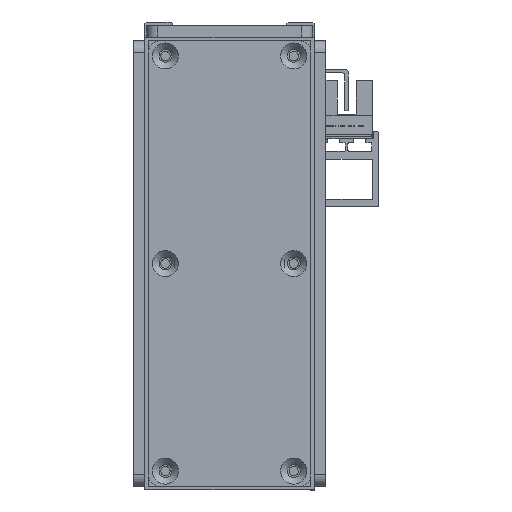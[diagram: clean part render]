
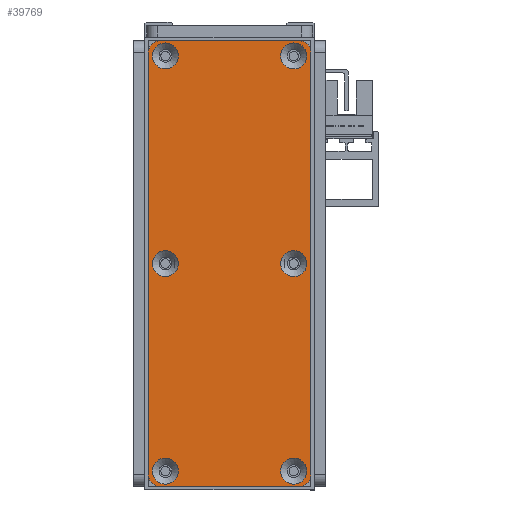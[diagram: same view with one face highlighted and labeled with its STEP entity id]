
A CAD part, front view. The second image highlights one B-rep face of the part: STEP entity #39769.
In plain terms, the highlighted face is planar.
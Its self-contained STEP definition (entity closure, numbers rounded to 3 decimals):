
#667=FACE_BOUND('',#5800,.T.);
#668=FACE_BOUND('',#5801,.T.);
#669=FACE_BOUND('',#5802,.T.);
#670=FACE_BOUND('',#5803,.T.);
#671=FACE_BOUND('',#5804,.T.);
#672=FACE_BOUND('',#5805,.T.);
#1277=PLANE('',#42962);
#3437=FACE_OUTER_BOUND('',#5799,.T.);
#5799=EDGE_LOOP('',(#31615,#31616,#31617,#31618,#31619,#31620,#31621,#31622));
#5800=EDGE_LOOP('',(#31623));
#5801=EDGE_LOOP('',(#31624));
#5802=EDGE_LOOP('',(#31625));
#5803=EDGE_LOOP('',(#31626));
#5804=EDGE_LOOP('',(#31627));
#5805=EDGE_LOOP('',(#31628));
#8628=LINE('',#61595,#13249);
#8632=LINE('',#61607,#13253);
#8636=LINE('',#61619,#13257);
#8640=LINE('',#61629,#13261);
#13249=VECTOR('',#49212,10.);
#13253=VECTOR('',#49224,10.);
#13257=VECTOR('',#49236,10.);
#13261=VECTOR('',#49248,10.);
#17125=CIRCLE('',#42916,3.45);
#17128=CIRCLE('',#42921,3.45);
#17131=CIRCLE('',#42926,3.45);
#17134=CIRCLE('',#42931,3.45);
#17137=CIRCLE('',#42936,3.45);
#17140=CIRCLE('',#42941,3.45);
#17144=CIRCLE('',#42947,3.);
#17146=CIRCLE('',#42951,3.);
#17148=CIRCLE('',#42955,3.);
#17150=CIRCLE('',#42959,3.);
#18918=VERTEX_POINT('',#61523);
#18921=VERTEX_POINT('',#61533);
#18924=VERTEX_POINT('',#61543);
#18927=VERTEX_POINT('',#61553);
#18930=VERTEX_POINT('',#61563);
#18933=VERTEX_POINT('',#61573);
#18938=VERTEX_POINT('',#61586);
#18939=VERTEX_POINT('',#61588);
#18941=VERTEX_POINT('',#61594);
#18943=VERTEX_POINT('',#61600);
#18945=VERTEX_POINT('',#61606);
#18947=VERTEX_POINT('',#61612);
#18949=VERTEX_POINT('',#61618);
#18951=VERTEX_POINT('',#61624);
#23494=EDGE_CURVE('',#18918,#18918,#17125,.T.);
#23499=EDGE_CURVE('',#18921,#18921,#17128,.T.);
#23504=EDGE_CURVE('',#18924,#18924,#17131,.T.);
#23509=EDGE_CURVE('',#18927,#18927,#17134,.T.);
#23514=EDGE_CURVE('',#18930,#18930,#17137,.T.);
#23519=EDGE_CURVE('',#18933,#18933,#17140,.T.);
#23526=EDGE_CURVE('',#18939,#18938,#17144,.T.);
#23529=EDGE_CURVE('',#18941,#18939,#8628,.T.);
#23532=EDGE_CURVE('',#18943,#18941,#17146,.T.);
#23535=EDGE_CURVE('',#18945,#18943,#8632,.T.);
#23538=EDGE_CURVE('',#18947,#18945,#17148,.T.);
#23541=EDGE_CURVE('',#18949,#18947,#8636,.T.);
#23544=EDGE_CURVE('',#18951,#18949,#17150,.T.);
#23547=EDGE_CURVE('',#18938,#18951,#8640,.T.);
#31615=ORIENTED_EDGE('',*,*,#23547,.T.);
#31616=ORIENTED_EDGE('',*,*,#23544,.T.);
#31617=ORIENTED_EDGE('',*,*,#23541,.T.);
#31618=ORIENTED_EDGE('',*,*,#23538,.T.);
#31619=ORIENTED_EDGE('',*,*,#23535,.T.);
#31620=ORIENTED_EDGE('',*,*,#23532,.T.);
#31621=ORIENTED_EDGE('',*,*,#23529,.T.);
#31622=ORIENTED_EDGE('',*,*,#23526,.T.);
#31623=ORIENTED_EDGE('',*,*,#23494,.T.);
#31624=ORIENTED_EDGE('',*,*,#23499,.T.);
#31625=ORIENTED_EDGE('',*,*,#23504,.T.);
#31626=ORIENTED_EDGE('',*,*,#23509,.T.);
#31627=ORIENTED_EDGE('',*,*,#23514,.T.);
#31628=ORIENTED_EDGE('',*,*,#23519,.T.);
#39769=ADVANCED_FACE('',(#3437,#667,#668,#669,#670,#671,#672),#1277,.T.);
#42916=AXIS2_PLACEMENT_3D('',#61524,#49131,#49132);
#42921=AXIS2_PLACEMENT_3D('',#61534,#49143,#49144);
#42926=AXIS2_PLACEMENT_3D('',#61544,#49155,#49156);
#42931=AXIS2_PLACEMENT_3D('',#61554,#49167,#49168);
#42936=AXIS2_PLACEMENT_3D('',#61564,#49179,#49180);
#42941=AXIS2_PLACEMENT_3D('',#61574,#49191,#49192);
#42947=AXIS2_PLACEMENT_3D('',#61589,#49206,#49207);
#42951=AXIS2_PLACEMENT_3D('',#61601,#49218,#49219);
#42955=AXIS2_PLACEMENT_3D('',#61613,#49230,#49231);
#42959=AXIS2_PLACEMENT_3D('',#61625,#49242,#49243);
#42962=AXIS2_PLACEMENT_3D('',#61631,#49251,#49252);
#49131=DIRECTION('center_axis',(0.,0.,-1.));
#49132=DIRECTION('ref_axis',(1.,0.,0.));
#49143=DIRECTION('center_axis',(0.,0.,-1.));
#49144=DIRECTION('ref_axis',(1.,0.,0.));
#49155=DIRECTION('center_axis',(0.,0.,-1.));
#49156=DIRECTION('ref_axis',(1.,0.,0.));
#49167=DIRECTION('center_axis',(0.,0.,-1.));
#49168=DIRECTION('ref_axis',(1.,0.,0.));
#49179=DIRECTION('center_axis',(0.,0.,-1.));
#49180=DIRECTION('ref_axis',(1.,0.,0.));
#49191=DIRECTION('center_axis',(0.,0.,-1.));
#49192=DIRECTION('ref_axis',(1.,0.,0.));
#49206=DIRECTION('center_axis',(0.,0.,1.));
#49207=DIRECTION('ref_axis',(-1.,0.,0.));
#49212=DIRECTION('',(0.,1.,0.));
#49218=DIRECTION('center_axis',(0.,0.,1.));
#49219=DIRECTION('ref_axis',(0.,1.,0.));
#49224=DIRECTION('',(1.,0.,0.));
#49230=DIRECTION('center_axis',(0.,0.,1.));
#49231=DIRECTION('ref_axis',(1.,0.,0.));
#49236=DIRECTION('',(0.,-1.,0.));
#49242=DIRECTION('center_axis',(0.,0.,1.));
#49243=DIRECTION('ref_axis',(0.,-1.,0.));
#49248=DIRECTION('',(-1.,0.,0.));
#49251=DIRECTION('center_axis',(0.,0.,1.));
#49252=DIRECTION('ref_axis',(1.,0.,0.));
#61523=CARTESIAN_POINT('',(110.55,4.5,3.));
#61524=CARTESIAN_POINT('Origin',(114.,4.5,3.));
#61533=CARTESIAN_POINT('',(55.55,38.5,3.));
#61534=CARTESIAN_POINT('Origin',(59.,38.5,3.));
#61543=CARTESIAN_POINT('',(55.55,4.5,3.));
#61544=CARTESIAN_POINT('Origin',(59.,4.5,3.));
#61553=CARTESIAN_POINT('',(0.55,38.5,3.));
#61554=CARTESIAN_POINT('Origin',(4.,38.5,3.));
#61563=CARTESIAN_POINT('',(110.55,38.5,3.));
#61564=CARTESIAN_POINT('Origin',(114.,38.5,3.));
#61573=CARTESIAN_POINT('',(0.55,4.5,3.));
#61574=CARTESIAN_POINT('Origin',(4.,4.5,3.));
#61586=CARTESIAN_POINT('',(115.,43.,3.));
#61588=CARTESIAN_POINT('',(118.,40.,3.));
#61589=CARTESIAN_POINT('Origin',(115.,40.,3.));
#61594=CARTESIAN_POINT('',(118.,3.,3.));
#61595=CARTESIAN_POINT('',(118.,40.,3.));
#61600=CARTESIAN_POINT('',(115.,0.,3.));
#61601=CARTESIAN_POINT('Origin',(115.,3.,3.));
#61606=CARTESIAN_POINT('',(3.,0.,3.));
#61607=CARTESIAN_POINT('',(115.,0.,3.));
#61612=CARTESIAN_POINT('',(0.,3.,3.));
#61613=CARTESIAN_POINT('Origin',(3.,3.,3.));
#61618=CARTESIAN_POINT('',(0.,40.,3.));
#61619=CARTESIAN_POINT('',(0.,3.,3.));
#61624=CARTESIAN_POINT('',(3.,43.,3.));
#61625=CARTESIAN_POINT('Origin',(3.,40.,3.));
#61629=CARTESIAN_POINT('',(3.,43.,3.));
#61631=CARTESIAN_POINT('Origin',(59.,21.5,3.));
